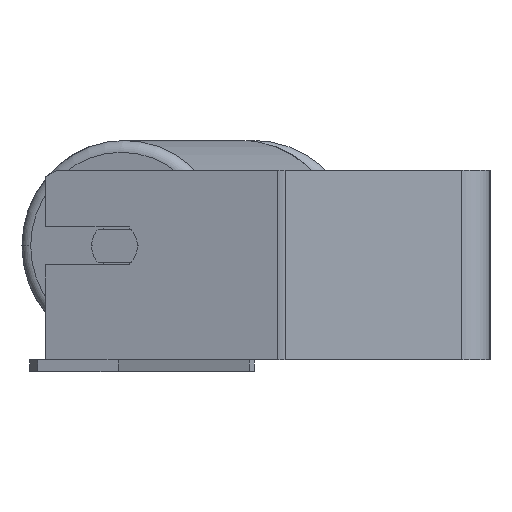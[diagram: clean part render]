
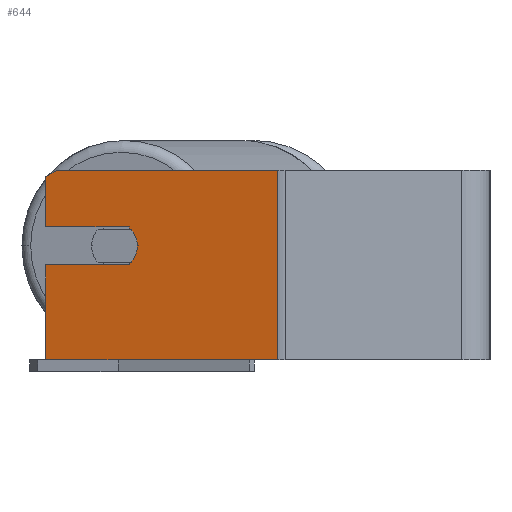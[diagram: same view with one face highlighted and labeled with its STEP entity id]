
A CAD part, left-side view. The second image highlights one B-rep face of the part: STEP entity #644.
In plain terms, the highlighted planar face has unit normal (-0.966, 0.259, 0).
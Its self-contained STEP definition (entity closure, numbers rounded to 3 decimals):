
#275 = ORIENTED_EDGE ( 'NONE', *, *, #4513, .T. ) ;
#355 = CARTESIAN_POINT ( 'NONE',  ( -333.37, 187.421, 40. ) ) ;
#437 = VECTOR ( 'NONE', #7168, 1000. ) ;
#524 = CARTESIAN_POINT ( 'NONE',  ( -333.37, 187.421, 40. ) ) ;
#573 = DIRECTION ( 'NONE',  ( -0.259, -0.966, 0. ) ) ;
#637 = VERTEX_POINT ( 'NONE', #1913 ) ;
#644 = ADVANCED_FACE ( 'NONE', ( #3975 ), #6784, .F. ) ;
#652 = ORIENTED_EDGE ( 'NONE', *, *, #3944, .F. ) ;
#1140 = CARTESIAN_POINT ( 'NONE',  ( -342.687, 152.647, 16. ) ) ;
#1208 = DIRECTION ( 'NONE',  ( -0.966, 0.259, 0. ) ) ;
#1288 = VECTOR ( 'NONE', #1797, 1000. ) ;
#1466 = LINE ( 'NONE', #7046, #437 ) ;
#1592 = CARTESIAN_POINT ( 'NONE',  ( -359.591, 89.562, -40. ) ) ;
#1616 = EDGE_CURVE ( 'NONE', #3303, #637, #4161, .T. ) ;
#1699 = LINE ( 'NONE', #355, #1288 ) ;
#1709 = ORIENTED_EDGE ( 'NONE', *, *, #1616, .F. ) ;
#1797 = DIRECTION ( 'NONE',  ( -0.259, -0.966, 0. ) ) ;
#1830 = VERTEX_POINT ( 'NONE', #8908 ) ;
#1913 = CARTESIAN_POINT ( 'NONE',  ( -343.723, 148.784, 8. ) ) ;
#1969 = DIRECTION ( 'NONE',  ( -0.966, 0.259, 0. ) ) ;
#2209 = DIRECTION ( 'NONE',  ( 0.966, -0.259, 0. ) ) ;
#2268 = CARTESIAN_POINT ( 'NONE',  ( -333.37, 187.421, -40. ) ) ;
#2401 = CARTESIAN_POINT ( 'NONE',  ( -333.37, 187.421, 40. ) ) ;
#2491 = ORIENTED_EDGE ( 'NONE', *, *, #2825, .F. ) ;
#2498 = CARTESIAN_POINT ( 'NONE',  ( -334.664, 182.591, 40. ) ) ;
#2532 = CARTESIAN_POINT ( 'NONE',  ( -359.591, 89.562, 40. ) ) ;
#2549 = CARTESIAN_POINT ( 'NONE',  ( -341.135, 158.443, 8. ) ) ;
#2570 = EDGE_CURVE ( 'NONE', #6271, #3303, #7022, .T. ) ;
#2591 = VECTOR ( 'NONE', #573, 1000. ) ;
#2825 = EDGE_CURVE ( 'NONE', #3352, #3661, #1699, .T. ) ;
#2884 = AXIS2_PLACEMENT_3D ( 'NONE', #2549, #1969, #8304 ) ;
#3249 = LINE ( 'NONE', #2401, #5495 ) ;
#3303 = VERTEX_POINT ( 'NONE', #8976 ) ;
#3319 = ORIENTED_EDGE ( 'NONE', *, *, #4817, .T. ) ;
#3352 = VERTEX_POINT ( 'NONE', #2498 ) ;
#3502 = DIRECTION ( 'NONE',  ( 0.224, 0.837, -0.5 ) ) ;
#3591 = VECTOR ( 'NONE', #8570, 1000. ) ;
#3661 = VERTEX_POINT ( 'NONE', #2532 ) ;
#3944 = EDGE_CURVE ( 'NONE', #3661, #5951, #8492, .T. ) ;
#3975 = FACE_OUTER_BOUND ( 'NONE', #8288, .T. ) ;
#4143 = CARTESIAN_POINT ( 'NONE',  ( -333.37, 187.421, 37.113 ) ) ;
#4161 = CIRCLE ( 'NONE', #4885, 10. ) ;
#4475 = VECTOR ( 'NONE', #3502, 1000. ) ;
#4513 = EDGE_CURVE ( 'NONE', #3352, #7825, #8218, .T. ) ;
#4803 = EDGE_CURVE ( 'NONE', #7073, #6992, #1466, .T. ) ;
#4806 = CIRCLE ( 'NONE', #2884, 10. ) ;
#4811 = CARTESIAN_POINT ( 'NONE',  ( -342.687, 152.647, 0. ) ) ;
#4817 = EDGE_CURVE ( 'NONE', #1830, #5951, #8546, .T. ) ;
#4885 = AXIS2_PLACEMENT_3D ( 'NONE', #8277, #1208, #6884 ) ;
#5036 = DIRECTION ( 'NONE',  ( -0.259, -0.966, 0. ) ) ;
#5122 = ORIENTED_EDGE ( 'NONE', *, *, #4803, .F. ) ;
#5368 = ORIENTED_EDGE ( 'NONE', *, *, #2570, .F. ) ;
#5495 = VECTOR ( 'NONE', #6657, 1000. ) ;
#5826 = VECTOR ( 'NONE', #5036, 1000. ) ;
#5918 = AXIS2_PLACEMENT_3D ( 'NONE', #524, #2209, #6342 ) ;
#5951 = VERTEX_POINT ( 'NONE', #1592 ) ;
#6007 = EDGE_CURVE ( 'NONE', #6271, #1830, #3249, .T. ) ;
#6031 = DIRECTION ( 'NONE',  ( 0., 0., -1. ) ) ;
#6113 = CARTESIAN_POINT ( 'NONE',  ( -333.37, 187.421, 37.113 ) ) ;
#6116 = CARTESIAN_POINT ( 'NONE',  ( -333.37, 187.421, 0. ) ) ;
#6125 = LINE ( 'NONE', #6790, #8606 ) ;
#6271 = VERTEX_POINT ( 'NONE', #6116 ) ;
#6342 = DIRECTION ( 'NONE',  ( 0.259, 0.966, 0. ) ) ;
#6657 = DIRECTION ( 'NONE',  ( 0., 0., -1. ) ) ;
#6680 = ORIENTED_EDGE ( 'NONE', *, *, #6007, .T. ) ;
#6784 = PLANE ( 'NONE',  #5918 ) ;
#6790 = CARTESIAN_POINT ( 'NONE',  ( -333.37, 187.421, 40. ) ) ;
#6836 = ORIENTED_EDGE ( 'NONE', *, *, #7146, .F. ) ;
#6884 = DIRECTION ( 'NONE',  ( -0.259, -0.966, 0. ) ) ;
#6992 = VERTEX_POINT ( 'NONE', #8727 ) ;
#7022 = LINE ( 'NONE', #4811, #2591 ) ;
#7046 = CARTESIAN_POINT ( 'NONE',  ( -342.687, 152.647, 16. ) ) ;
#7073 = VERTEX_POINT ( 'NONE', #1140 ) ;
#7145 = CARTESIAN_POINT ( 'NONE',  ( -359.591, 89.562, 40. ) ) ;
#7146 = EDGE_CURVE ( 'NONE', #637, #7073, #4806, .T. ) ;
#7168 = DIRECTION ( 'NONE',  ( 0.259, 0.966, 0. ) ) ;
#7474 = EDGE_CURVE ( 'NONE', #7825, #6992, #6125, .T. ) ;
#7825 = VERTEX_POINT ( 'NONE', #6113 ) ;
#8188 = ORIENTED_EDGE ( 'NONE', *, *, #7474, .T. ) ;
#8218 = LINE ( 'NONE', #4143, #4475 ) ;
#8277 = CARTESIAN_POINT ( 'NONE',  ( -341.135, 158.443, 8. ) ) ;
#8288 = EDGE_LOOP ( 'NONE', ( #2491, #275, #8188, #5122, #6836, #1709, #5368, #6680, #3319, #652 ) ) ;
#8304 = DIRECTION ( 'NONE',  ( -0.259, -0.966, 0. ) ) ;
#8492 = LINE ( 'NONE', #7145, #3591 ) ;
#8546 = LINE ( 'NONE', #2268, #5826 ) ;
#8570 = DIRECTION ( 'NONE',  ( 0., 0., -1. ) ) ;
#8606 = VECTOR ( 'NONE', #6031, 1000. ) ;
#8727 = CARTESIAN_POINT ( 'NONE',  ( -333.37, 187.421, 16. ) ) ;
#8908 = CARTESIAN_POINT ( 'NONE',  ( -333.37, 187.421, -40. ) ) ;
#8976 = CARTESIAN_POINT ( 'NONE',  ( -342.687, 152.647, 0. ) ) ;
